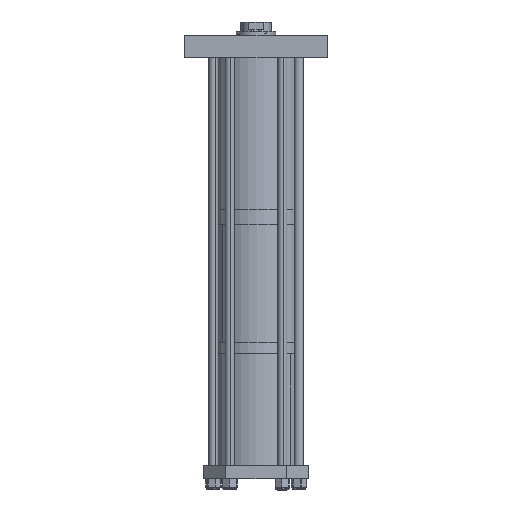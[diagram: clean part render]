
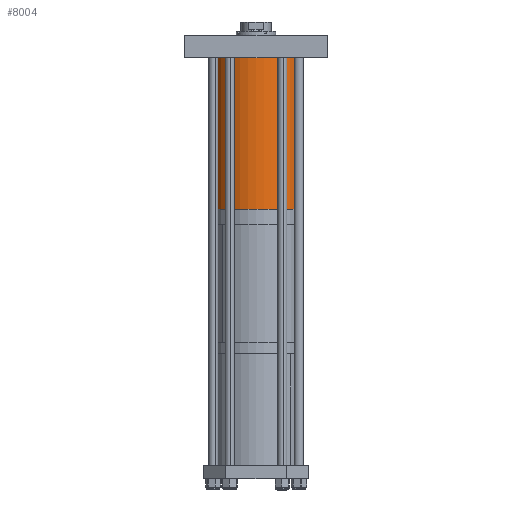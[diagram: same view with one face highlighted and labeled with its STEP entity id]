
A CAD part, front view. The second image highlights one B-rep face of the part: STEP entity #8004.
In plain terms, the highlighted cylindrical face has radius 152.4 mm (diameter 304.8 mm), a partial arc.
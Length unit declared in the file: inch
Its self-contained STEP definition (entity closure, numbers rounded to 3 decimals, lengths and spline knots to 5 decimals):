
#1379 = CARTESIAN_POINT ( 'NONE',  ( -6., 0., 20.188 ) ) ;
#1909 = CARTESIAN_POINT ( 'NONE',  ( 0., 0., 0. ) ) ;
#2092 = CARTESIAN_POINT ( 'NONE',  ( 0., 0., 20.188 ) ) ;
#2345 = DIRECTION ( 'NONE',  ( 0., 0., -1. ) ) ;
#2792 = LINE ( 'NONE', #7895, #4899 ) ;
#3160 = VERTEX_POINT ( 'NONE', #11496 ) ;
#3224 = EDGE_CURVE ( 'NONE', #11154, #3160, #2792, .T. ) ;
#3882 = VERTEX_POINT ( 'NONE', #10150 ) ;
#4007 = ORIENTED_EDGE ( 'NONE', *, *, #5262, .F. ) ;
#4860 = LINE ( 'NONE', #7908, #10395 ) ;
#4875 = DIRECTION ( 'NONE',  ( 0., 0., 1. ) ) ;
#4899 = VECTOR ( 'NONE', #2345, 39.37008 ) ;
#5188 = DIRECTION ( 'NONE',  ( 0., 0., -1. ) ) ;
#5262 = EDGE_CURVE ( 'NONE', #3882, #6541, #4860, .T. ) ;
#6374 = CARTESIAN_POINT ( 'NONE',  ( 6., 0., 0. ) ) ;
#6391 = CARTESIAN_POINT ( 'NONE',  ( 0., 0., 20.188 ) ) ;
#6541 = VERTEX_POINT ( 'NONE', #6374 ) ;
#6610 = DIRECTION ( 'NONE',  ( 1., 0., 0. ) ) ;
#6632 = EDGE_CURVE ( 'NONE', #11154, #3882, #9988, .T. ) ;
#7131 = EDGE_LOOP ( 'NONE', ( #4007, #10775, #8144, #7523 ) ) ;
#7263 = DIRECTION ( 'NONE',  ( 0., 0., -1. ) ) ;
#7523 = ORIENTED_EDGE ( 'NONE', *, *, #9749, .T. ) ;
#7895 = CARTESIAN_POINT ( 'NONE',  ( -6., 0., 20.188 ) ) ;
#7908 = CARTESIAN_POINT ( 'NONE',  ( 6., 0., 20.188 ) ) ;
#7953 = AXIS2_PLACEMENT_3D ( 'NONE', #6391, #7263, #10926 ) ;
#8004 = ADVANCED_FACE ( 'NONE', ( #9893 ), #11182, .T. ) ;
#8144 = ORIENTED_EDGE ( 'NONE', *, *, #3224, .T. ) ;
#9749 = EDGE_CURVE ( 'NONE', #3160, #6541, #10583, .T. ) ;
#9893 = FACE_OUTER_BOUND ( 'NONE', #7131, .T. ) ;
#9988 = CIRCLE ( 'NONE', #11344, 6. ) ;
#10000 = DIRECTION ( 'NONE',  ( 0., 0., 1. ) ) ;
#10149 = DIRECTION ( 'NONE',  ( 1., 0., 0. ) ) ;
#10150 = CARTESIAN_POINT ( 'NONE',  ( 6., 0., 20.188 ) ) ;
#10395 = VECTOR ( 'NONE', #5188, 39.37008 ) ;
#10583 = CIRCLE ( 'NONE', #11274, 6. ) ;
#10775 = ORIENTED_EDGE ( 'NONE', *, *, #6632, .F. ) ;
#10926 = DIRECTION ( 'NONE',  ( -1., 0., 0. ) ) ;
#11154 = VERTEX_POINT ( 'NONE', #1379 ) ;
#11182 = CYLINDRICAL_SURFACE ( 'NONE', #7953, 6. ) ;
#11274 = AXIS2_PLACEMENT_3D ( 'NONE', #1909, #10000, #10149 ) ;
#11344 = AXIS2_PLACEMENT_3D ( 'NONE', #2092, #4875, #6610 ) ;
#11496 = CARTESIAN_POINT ( 'NONE',  ( -6., 0., 0. ) ) ;
